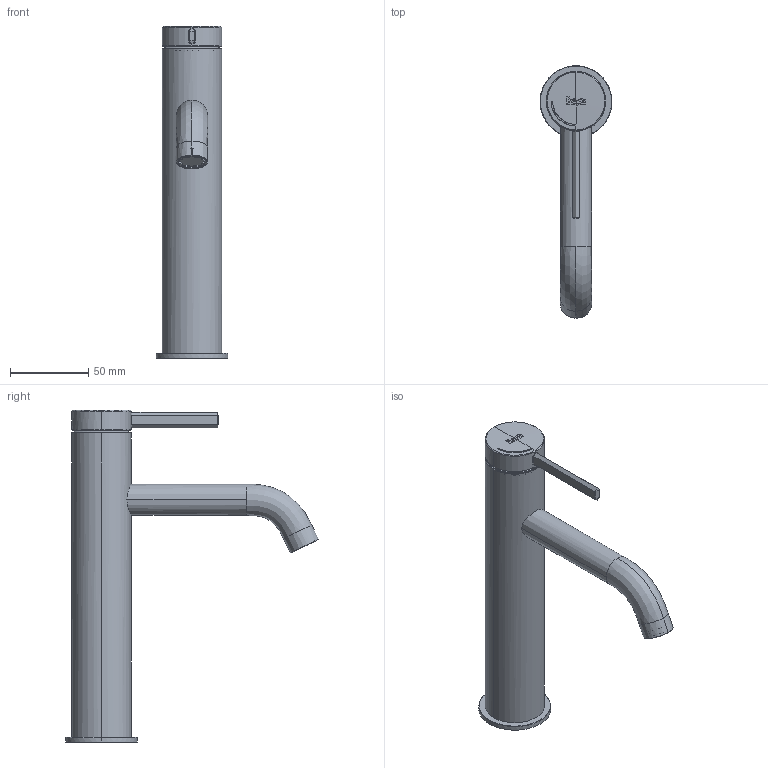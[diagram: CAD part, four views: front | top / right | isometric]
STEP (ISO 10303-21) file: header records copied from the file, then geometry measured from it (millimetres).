
FILE_DESCRIPTION(/* description */ (''),/* implementation_level */ '2;1');
FILE_NAME(/* name */ 'STEP - A5A3C9E..A_13486',/* time_stamp */ '2024-10-24T14:43:14+11:00',/* author */ (''),/* organization */ (''),/* preprocessor_version */ 'ST-DEVELOPER v16.5',/* originating_system */ 'Rhino 7.37',/* authorisation */ '');
FILE_SCHEMA (('CONFIG_CONTROL_DESIGN'));
Length unit declared in the file: millimetre
Products named in the file (16): Document; A5A3C9EC0A; A5526332_Predeterminado22; A5233901_Montaje a 23,5x216; AP001498_Predeterminado9; A5254091_Predeterminado14; A5236010_Predeterminado23; A5231920_Predeterminado7; A5241177_A5241179; A5441320_A5441321; A5410917_A5410919; A5437838_Predeterminado18; A5438141_Predeterminado5; A5259934_Predeterminado23; DIN914_A55262380320; A5615350_Predeterminado12
Assembly tree (15 placements, depth 4):
  Document
    A5A3C9EC0A
      A5526332_Predeterminado22
      A5233901_Montaje a 23,5x216
      AP001498_Predeterminado9
      A5254091_Predeterminado14
      A5236010_Predeterminado23
      A5231920_Predeterminado7
      A5241177_A5241179
        A5441320_A5441321
        A5410917_A5410919
      A5437838_Predeterminado18
      A5438141_Predeterminado5
      A5259934_Predeterminado23
        DIN914_A55262380320
        A5615350_Predeterminado12
Bounding box: 46 x 161.88 x 212.5 mm (x, y, z)
Volume: 31611.7 mm3; surface area: 88082.3 mm2
Topology: 13 solids, 14 shells, 1277 faces, 3287 edges, 2026 vertices
Faces by surface type: bspline 688, plane 368, cylinder 221
Entity records: 73532 total; most frequent: CARTESIAN_POINT 52713, ORIENTED_EDGE 6505, EDGE_CURVE 3255, VERTEX_POINT 2027, B_SPLINE_CURVE_WITH_KNOTS 1716, EDGE_LOOP 1341, ADVANCED_FACE 1277, FACE_OUTER_BOUND 1277
